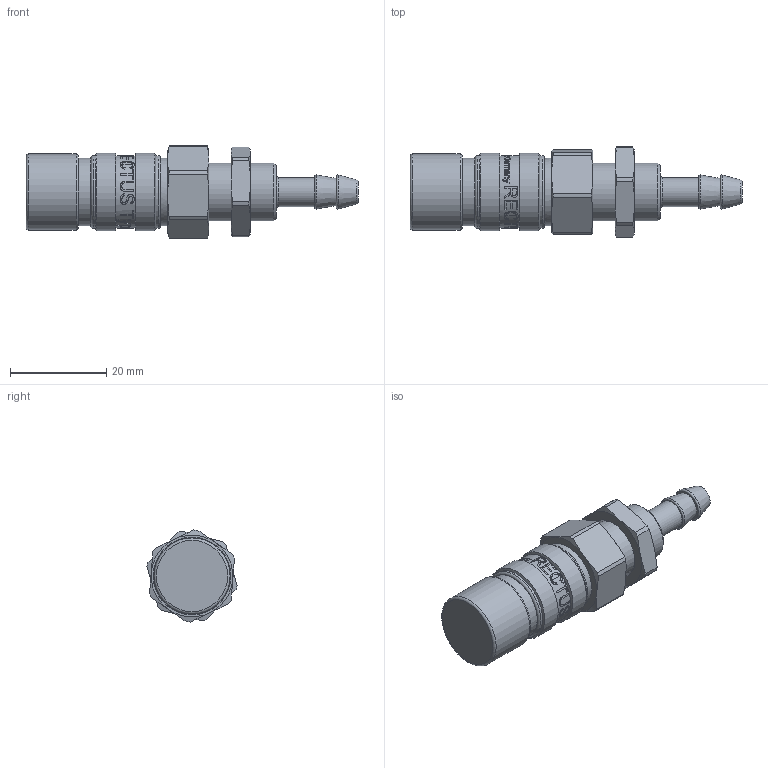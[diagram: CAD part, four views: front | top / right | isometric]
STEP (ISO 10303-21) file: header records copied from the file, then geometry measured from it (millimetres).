
FILE_DESCRIPTION((''),'2;1');
FILE_NAME('21kats06mpx8.stp','2015-01-13T14:26:13',('SSC01480'),(''),'Autodesk Inventor 2013','Autodesk Inventor 2013','');
FILE_SCHEMA(('AUTOMOTIVE_DESIGN { 1 0 10303 214 1 1 1 1 }'));
Length unit declared in the file: millimetre
Products named in the file (1): D113156
Bounding box: 69 x 18.73 x 19.14 mm (x, y, z)
Volume: 8543.5 mm3; surface area: 6216 mm2
Topology: 1 solids, 3 shells, 478 faces, 1239 edges, 811 vertices
Faces by surface type: bspline 178, plane 176, cylinder 70, cone 44, torus 10
Full cylindrical faces by diameter (mm): 4.219 x1, 6.05 x1, 8.2 x1, 9 x1, 10.4 x1, 10.45 x1, 10.7 x1, 11.4 x1, 11.5 x1, 12 x3, 12.15 x1, 14 x4, 15.1 x3, 15.8 x1, 16.15 x2
Entity records: 60196 total; most frequent: CARTESIAN_POINT 49836, ORIENTED_EDGE 2326, DIRECTION 1407, EDGE_CURVE 1163, VERTEX_POINT 792, EDGE_LOOP 591, B_SPLINE_CURVE_WITH_KNOTS 503, AXIS2_PLACEMENT_3D 495
